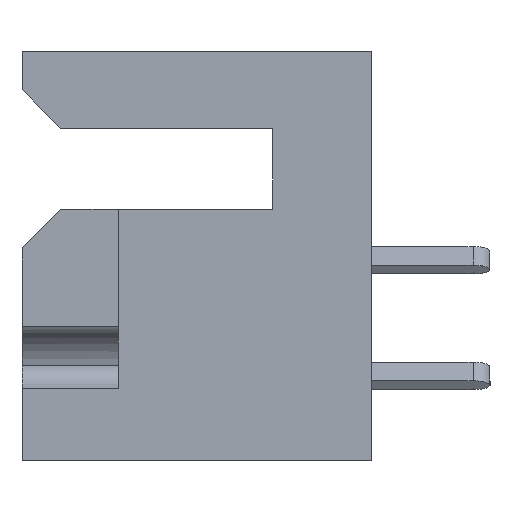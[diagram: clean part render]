
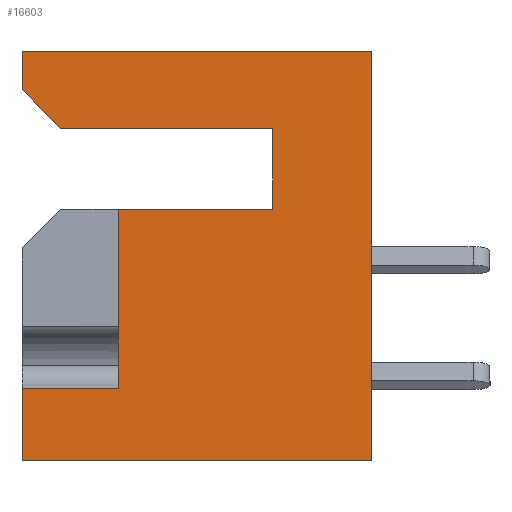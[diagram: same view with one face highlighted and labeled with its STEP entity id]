
A CAD part, left-side view. The second image highlights one B-rep face of the part: STEP entity #16603.
In plain terms, the highlighted planar face has unit normal (-1, 0, 0).
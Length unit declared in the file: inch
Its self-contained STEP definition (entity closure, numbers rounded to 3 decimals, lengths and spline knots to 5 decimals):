
#159 = CARTESIAN_POINT ( 'NONE',  ( 0., 0.453, 0. ) ) ;
#400 = LINE ( 'NONE', #5168, #4400 ) ;
#532 = ORIENTED_EDGE ( 'NONE', *, *, #602, .F. ) ;
#538 = VECTOR ( 'NONE', #13454, 39.37008 ) ;
#602 = EDGE_CURVE ( 'NONE', #6969, #15259, #11753, .T. ) ;
#680 = EDGE_CURVE ( 'NONE', #3303, #14826, #14752, .T. ) ;
#823 = VECTOR ( 'NONE', #9505, 39.37008 ) ;
#833 = ORIENTED_EDGE ( 'NONE', *, *, #8447, .F. ) ;
#882 = VERTEX_POINT ( 'NONE', #8136 ) ;
#893 = CARTESIAN_POINT ( 'NONE',  ( 0., 0.453, 0. ) ) ;
#938 = CARTESIAN_POINT ( 'NONE',  ( 0., 0.328, -0.437 ) ) ;
#1799 = EDGE_CURVE ( 'NONE', #3303, #2351, #400, .T. ) ;
#1843 = CARTESIAN_POINT ( 'NONE',  ( 0., 0.328, -0.205 ) ) ;
#1987 = CARTESIAN_POINT ( 'NONE',  ( 0., 0., 0. ) ) ;
#2282 = DIRECTION ( 'NONE',  ( 0., 1., 0. ) ) ;
#2351 = VERTEX_POINT ( 'NONE', #1843 ) ;
#2571 = DIRECTION ( 'NONE',  ( 0., 0., 1. ) ) ;
#2605 = ORIENTED_EDGE ( 'NONE', *, *, #4882, .F. ) ;
#2794 = DIRECTION ( 'NONE',  ( 0., -1., 0. ) ) ;
#3303 = VERTEX_POINT ( 'NONE', #11036 ) ;
#3347 = ORIENTED_EDGE ( 'NONE', *, *, #14464, .T. ) ;
#3456 = FACE_OUTER_BOUND ( 'NONE', #11195, .T. ) ;
#3607 = VECTOR ( 'NONE', #13967, 39.37008 ) ;
#3767 = DIRECTION ( 'NONE',  ( 0., 1., 0. ) ) ;
#3799 = DIRECTION ( 'NONE',  ( 0., 0., 1. ) ) ;
#4320 = LINE ( 'NONE', #159, #11454 ) ;
#4399 = ORIENTED_EDGE ( 'NONE', *, *, #11254, .T. ) ;
#4400 = VECTOR ( 'NONE', #17624, 39.37008 ) ;
#4526 = VERTEX_POINT ( 'NONE', #13888 ) ;
#4621 = CARTESIAN_POINT ( 'NONE',  ( 0., 0.128, -0.1 ) ) ;
#4715 = VECTOR ( 'NONE', #2571, 39.37008 ) ;
#4792 = VERTEX_POINT ( 'NONE', #10758 ) ;
#4882 = EDGE_CURVE ( 'NONE', #15259, #4526, #10958, .T. ) ;
#5050 = ORIENTED_EDGE ( 'NONE', *, *, #680, .T. ) ;
#5103 = AXIS2_PLACEMENT_3D ( 'NONE', #11100, #10199, #8821 ) ;
#5168 = CARTESIAN_POINT ( 'NONE',  ( 0., 0.328, -0.205 ) ) ;
#5224 = CARTESIAN_POINT ( 'NONE',  ( 0., 0.453, -0.437 ) ) ;
#5272 = ORIENTED_EDGE ( 'NONE', *, *, #10589, .F. ) ;
#5521 = ORIENTED_EDGE ( 'NONE', *, *, #1799, .F. ) ;
#5966 = VERTEX_POINT ( 'NONE', #9091 ) ;
#5972 = CARTESIAN_POINT ( 'NONE',  ( 0., 0.128, -0.205 ) ) ;
#6440 = ORIENTED_EDGE ( 'NONE', *, *, #8580, .F. ) ;
#6969 = VERTEX_POINT ( 'NONE', #5972 ) ;
#7711 = VECTOR ( 'NONE', #3767, 39.37008 ) ;
#8136 = CARTESIAN_POINT ( 'NONE',  ( 0., 0., 0. ) ) ;
#8447 = EDGE_CURVE ( 'NONE', #5966, #14826, #11885, .T. ) ;
#8580 = EDGE_CURVE ( 'NONE', #4792, #882, #4320, .T. ) ;
#8821 = DIRECTION ( 'NONE',  ( 0., 0., -1. ) ) ;
#9091 = CARTESIAN_POINT ( 'NONE',  ( 0., 0.453, -0.531 ) ) ;
#9505 = DIRECTION ( 'NONE',  ( 0., 1., 0. ) ) ;
#9598 = CARTESIAN_POINT ( 'NONE',  ( 0., 0.453, -0.05 ) ) ;
#9637 = LINE ( 'NONE', #14029, #3607 ) ;
#9660 = CARTESIAN_POINT ( 'NONE',  ( 0., 0.403, -0.1 ) ) ;
#10156 = ORIENTED_EDGE ( 'NONE', *, *, #11919, .T. ) ;
#10199 = DIRECTION ( 'NONE',  ( 1., 0., 0. ) ) ;
#10226 = LINE ( 'NONE', #15030, #823 ) ;
#10348 = CARTESIAN_POINT ( 'NONE',  ( 0., 0.128, -0.1 ) ) ;
#10589 = EDGE_CURVE ( 'NONE', #11363, #4792, #15495, .T. ) ;
#10758 = CARTESIAN_POINT ( 'NONE',  ( 0., 0.453, 0. ) ) ;
#10958 = LINE ( 'NONE', #13638, #7711 ) ;
#11036 = CARTESIAN_POINT ( 'NONE',  ( 0., 0.328, -0.437 ) ) ;
#11100 = CARTESIAN_POINT ( 'NONE',  ( 0., 0.453, 0. ) ) ;
#11181 = LINE ( 'NONE', #9660, #16535 ) ;
#11195 = EDGE_LOOP ( 'NONE', ( #5050, #833, #10156, #3347, #6440, #5272, #4399, #2605, #532, #15142, #5521 ) ) ;
#11254 = EDGE_CURVE ( 'NONE', #11363, #4526, #11181, .T. ) ;
#11363 = VERTEX_POINT ( 'NONE', #9598 ) ;
#11454 = VECTOR ( 'NONE', #2794, 39.37008 ) ;
#11753 = LINE ( 'NONE', #4621, #14108 ) ;
#11885 = LINE ( 'NONE', #893, #538 ) ;
#11919 = EDGE_CURVE ( 'NONE', #5966, #13736, #9637, .T. ) ;
#12202 = CARTESIAN_POINT ( 'NONE',  ( 0., 0., -0.531 ) ) ;
#12562 = VECTOR ( 'NONE', #15644, 39.37008 ) ;
#12992 = LINE ( 'NONE', #1987, #12562 ) ;
#13454 = DIRECTION ( 'NONE',  ( 0., 0., 1. ) ) ;
#13585 = EDGE_CURVE ( 'NONE', #6969, #2351, #10226, .T. ) ;
#13638 = CARTESIAN_POINT ( 'NONE',  ( 0., 0.128, -0.1 ) ) ;
#13736 = VERTEX_POINT ( 'NONE', #12202 ) ;
#13745 = DIRECTION ( 'NONE',  ( 0., -0.707, -0.707 ) ) ;
#13888 = CARTESIAN_POINT ( 'NONE',  ( 0., 0.403, -0.1 ) ) ;
#13967 = DIRECTION ( 'NONE',  ( 0., -1., 0. ) ) ;
#14029 = CARTESIAN_POINT ( 'NONE',  ( 0., 0.453, -0.531 ) ) ;
#14108 = VECTOR ( 'NONE', #3799, 39.37008 ) ;
#14464 = EDGE_CURVE ( 'NONE', #13736, #882, #12992, .T. ) ;
#14752 = LINE ( 'NONE', #938, #16876 ) ;
#14826 = VERTEX_POINT ( 'NONE', #5224 ) ;
#15030 = CARTESIAN_POINT ( 'NONE',  ( 0., 0.128, -0.205 ) ) ;
#15142 = ORIENTED_EDGE ( 'NONE', *, *, #13585, .T. ) ;
#15259 = VERTEX_POINT ( 'NONE', #10348 ) ;
#15495 = LINE ( 'NONE', #17634, #4715 ) ;
#15536 = PLANE ( 'NONE',  #5103 ) ;
#15644 = DIRECTION ( 'NONE',  ( 0., 0., 1. ) ) ;
#16535 = VECTOR ( 'NONE', #13745, 39.37008 ) ;
#16603 = ADVANCED_FACE ( 'NONE', ( #3456 ), #15536, .F. ) ;
#16876 = VECTOR ( 'NONE', #2282, 39.37008 ) ;
#17624 = DIRECTION ( 'NONE',  ( 0., 0., 1. ) ) ;
#17634 = CARTESIAN_POINT ( 'NONE',  ( 0., 0.453, 0. ) ) ;
